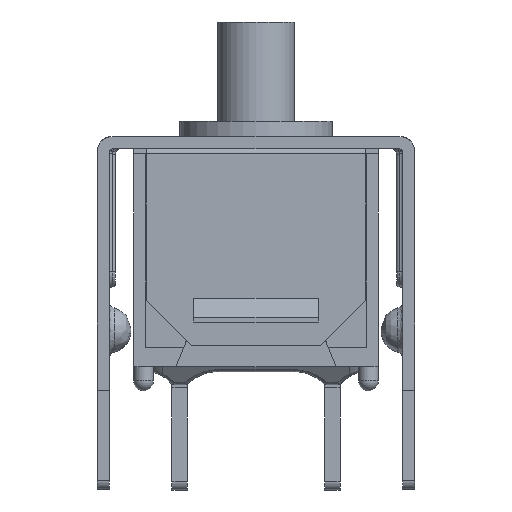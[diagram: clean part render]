
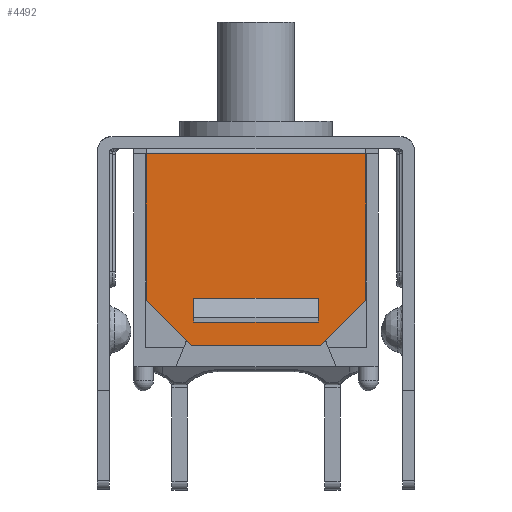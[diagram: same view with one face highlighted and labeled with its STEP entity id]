
A CAD part, front view. The second image highlights one B-rep face of the part: STEP entity #4492.
In plain terms, the highlighted planar face has unit normal (0, -1, 0).
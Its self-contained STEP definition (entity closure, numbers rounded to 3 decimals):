
#97=FACE_BOUND('',#753,.T.);
#236=PLANE('',#4913);
#486=FACE_OUTER_BOUND('',#752,.T.);
#752=EDGE_LOOP('',(#3818,#3819,#3820,#3821,#3822,#3823));
#753=EDGE_LOOP('',(#3824,#3825,#3826,#3827,#3828,#3829));
#962=LINE('',#7524,#1377);
#968=LINE('',#7537,#1383);
#1065=LINE('',#8427,#1480);
#1085=LINE('',#8468,#1500);
#1086=LINE('',#8470,#1501);
#1087=LINE('',#8472,#1502);
#1088=LINE('',#8473,#1503);
#1089=LINE('',#8475,#1504);
#1090=LINE('',#8477,#1505);
#1091=LINE('',#8479,#1506);
#1092=LINE('',#8481,#1507);
#1093=LINE('',#8482,#1508);
#1377=VECTOR('',#5582,10.);
#1383=VECTOR('',#5592,10.);
#1480=VECTOR('',#5877,10.);
#1500=VECTOR('',#5911,10.);
#1501=VECTOR('',#5912,10.);
#1502=VECTOR('',#5913,10.);
#1503=VECTOR('',#5914,10.);
#1504=VECTOR('',#5915,10.);
#1505=VECTOR('',#5916,10.);
#1506=VECTOR('',#5917,10.);
#1507=VECTOR('',#5918,10.);
#1508=VECTOR('',#5919,10.);
#2011=VERTEX_POINT('',#7521);
#2012=VERTEX_POINT('',#7523);
#2017=VERTEX_POINT('',#7535);
#2122=VERTEX_POINT('',#8423);
#2124=VERTEX_POINT('',#8426);
#2138=VERTEX_POINT('',#8467);
#2139=VERTEX_POINT('',#8469);
#2140=VERTEX_POINT('',#8471);
#2141=VERTEX_POINT('',#8474);
#2142=VERTEX_POINT('',#8476);
#2143=VERTEX_POINT('',#8478);
#2144=VERTEX_POINT('',#8480);
#2530=EDGE_CURVE('',#2011,#2012,#962,.T.);
#2537=EDGE_CURVE('',#2011,#2017,#968,.T.);
#2705=EDGE_CURVE('',#2124,#2122,#1065,.T.);
#2725=EDGE_CURVE('',#2017,#2138,#1085,.T.);
#2726=EDGE_CURVE('',#2139,#2138,#1086,.T.);
#2727=EDGE_CURVE('',#2139,#2140,#1087,.T.);
#2728=EDGE_CURVE('',#2140,#2012,#1088,.T.);
#2729=EDGE_CURVE('',#2141,#2122,#1089,.T.);
#2730=EDGE_CURVE('',#2142,#2141,#1090,.T.);
#2731=EDGE_CURVE('',#2143,#2142,#1091,.T.);
#2732=EDGE_CURVE('',#2143,#2144,#1092,.T.);
#2733=EDGE_CURVE('',#2144,#2124,#1093,.T.);
#3818=ORIENTED_EDGE('',*,*,#2530,.F.);
#3819=ORIENTED_EDGE('',*,*,#2537,.T.);
#3820=ORIENTED_EDGE('',*,*,#2725,.T.);
#3821=ORIENTED_EDGE('',*,*,#2726,.F.);
#3822=ORIENTED_EDGE('',*,*,#2727,.T.);
#3823=ORIENTED_EDGE('',*,*,#2728,.T.);
#3824=ORIENTED_EDGE('',*,*,#2705,.T.);
#3825=ORIENTED_EDGE('',*,*,#2729,.F.);
#3826=ORIENTED_EDGE('',*,*,#2730,.F.);
#3827=ORIENTED_EDGE('',*,*,#2731,.F.);
#3828=ORIENTED_EDGE('',*,*,#2732,.T.);
#3829=ORIENTED_EDGE('',*,*,#2733,.T.);
#4492=ADVANCED_FACE('',(#486,#97),#236,.T.);
#4913=AXIS2_PLACEMENT_3D('',#8466,#5909,#5910);
#5582=DIRECTION('',(1.,0.,0.));
#5592=DIRECTION('',(0.,0.,-1.));
#5877=DIRECTION('',(0.,0.,-1.));
#5909=DIRECTION('center_axis',(0.,-1.,0.));
#5910=DIRECTION('ref_axis',(0.,0.,
1.));
#5911=DIRECTION('',(0.707,0.,-0.707));
#5912=DIRECTION('',(-1.,0.,0.));
#5913=DIRECTION('',(0.707,0.,0.707));
#5914=DIRECTION('',(0.,0.,1.));
#5915=DIRECTION('',(0.,0.,1.));
#5916=DIRECTION('',(1.,0.,0.));
#5917=DIRECTION('',(0.,0.,-1.));
#5918=DIRECTION('',(0.,0.,1.));
#5919=DIRECTION('',(1.,0.,0.));
#7521=CARTESIAN_POINT('',(-3.65,-2.54,7.08));
#7523=CARTESIAN_POINT('',(3.65,-2.54,7.08));
#7524=CARTESIAN_POINT('',(2.033,-2.54,7.08));
#7535=CARTESIAN_POINT('',(-3.65,-2.54,2.2));
#7537=CARTESIAN_POINT('',(-3.65,-2.54,3.89));
#8423=CARTESIAN_POINT('',(2.065,-2.54,1.637));
#8426=CARTESIAN_POINT('',(2.065,-2.54,2.28));
#8427=CARTESIAN_POINT('',(2.065,-2.54,1.49));
#8466=CARTESIAN_POINT('Origin',(4.065,-2.54,0.7));
#8467=CARTESIAN_POINT('',(-2.15,-2.54,0.7));
#8468=CARTESIAN_POINT('',(-1.346,-2.54,-0.104));
#8469=CARTESIAN_POINT('',(2.15,-2.54,0.7));
#8470=CARTESIAN_POINT('',(4.065,-2.54,0.7));
#8471=CARTESIAN_POINT('',(3.65,-2.54,2.2));
#8472=CARTESIAN_POINT('',(2.629,-2.54,1.179));
#8473=CARTESIAN_POINT('',(3.65,-2.54,1.45));
#8474=CARTESIAN_POINT('',(2.065,-2.54,1.48));
#8475=CARTESIAN_POINT('',(2.065,-2.54,0.74));
#8476=CARTESIAN_POINT('',(-2.065,-2.54,1.48));
#8477=CARTESIAN_POINT('',(1.,-2.54,1.48));
#8478=CARTESIAN_POINT('',(-2.065,-2.54,1.637));
#8479=CARTESIAN_POINT('',(-2.065,-2.54,1.14));
#8480=CARTESIAN_POINT('',(-2.065,-2.54,2.28));
#8481=CARTESIAN_POINT('',(-2.065,-2.54,1.09));
#8482=CARTESIAN_POINT('',(1.,-2.54,2.28));
